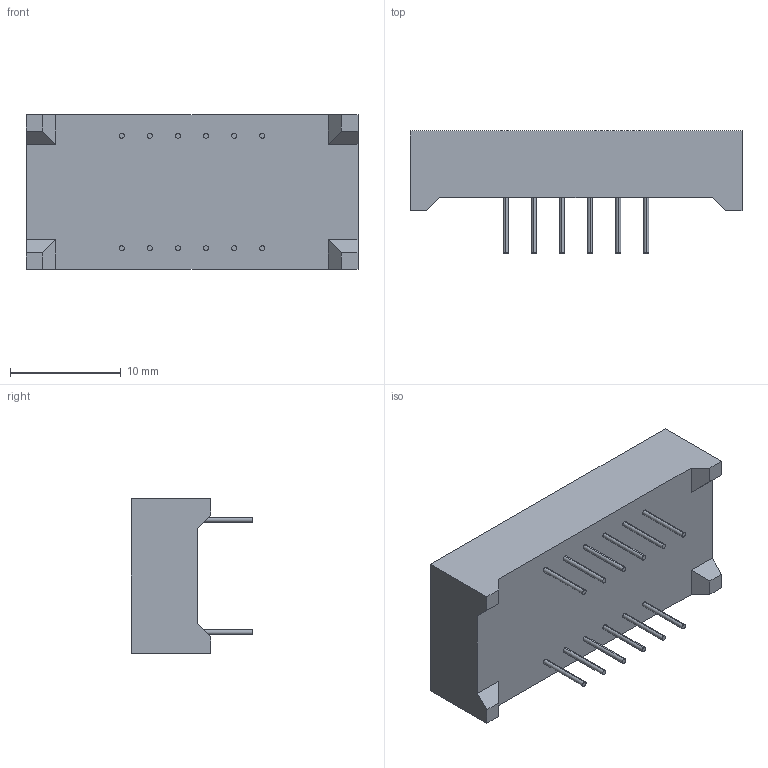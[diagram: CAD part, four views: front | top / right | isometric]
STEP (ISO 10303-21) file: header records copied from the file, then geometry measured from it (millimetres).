
FILE_DESCRIPTION(('FreeCAD Model'),'2;1');
FILE_NAME('Open CASCADE Shape Model','2025-07-21T21:49:23',(''),(''), 'Open CASCADE STEP processor 7.7','FreeCAD','Unknown');
FILE_SCHEMA(('AUTOMOTIVE_DESIGN { 1 0 10303 214 1 1 1 1 }'));
Length unit declared in the file: millimetre
Products named in the file (1): Cut
Bounding box: 30 x 11.01 x 14 mm (x, y, z)
Volume: 2551.3 mm3; surface area: 1704 mm2
Topology: 45 solids, 45 shells, 506 faces, 1152 edges, 768 vertices
Faces by surface type: plane 466, cylinder 40
Entity records: 17600 total; most frequent: CARTESIAN_POINT 2427, ORIENTED_EDGE 2304, DIRECTION 2246, EDGE_CURVE 1152, LINE 1072, VECTOR 1072, VERTEX_POINT 768, AXIS2_PLACEMENT_3D 587
